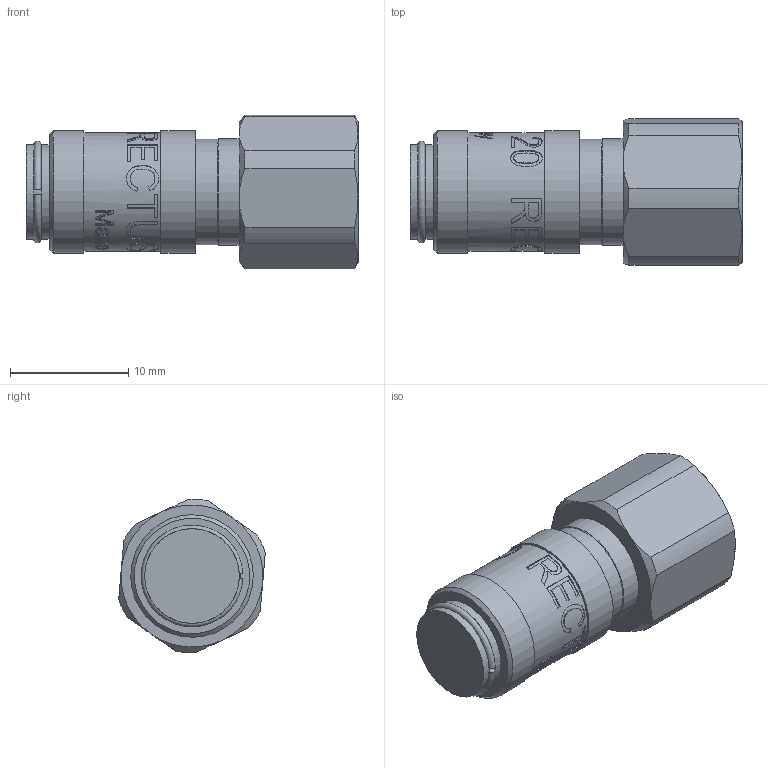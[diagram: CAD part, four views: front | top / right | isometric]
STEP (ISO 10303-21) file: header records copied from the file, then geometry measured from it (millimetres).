
FILE_DESCRIPTION((''),'2;1');
FILE_NAME('20kbiw10mpx.stp','2013-02-15T07:27:50',('IA176480'),(''),'Autodesk Inventor 2011','Autodesk Inventor 2011','');
FILE_SCHEMA(('AUTOMOTIVE_DESIGN { 1 0 10303 214 1 1 1 1 }'));
Length unit declared in the file: millimetre
Products named in the file (1): D105896
Bounding box: 28.05 x 12.39 x 12.99 mm (x, y, z)
Volume: 2008.2 mm3; surface area: 2329.7 mm2
Topology: 2 solids, 4 shells, 443 faces, 1147 edges, 757 vertices
Faces by surface type: bspline 184, plane 164, cylinder 65, cone 25, torus 5
Full cylindrical faces by diameter (mm): 6.909 x2, 7.3 x1, 7.4 x1, 7.46 x1, 7.8 x2, 8 x3, 8.1 x1, 8.15 x2, 8.566 x1, 8.9 x1, 9 x1, 9.15 x1, 9.2 x1, 10 x1, 10.35 x2
Entity records: 60841 total; most frequent: CARTESIAN_POINT 51225, ORIENTED_EDGE 2194, DIRECTION 1237, EDGE_CURVE 1097, VERTEX_POINT 744, EDGE_LOOP 533, B_SPLINE_CURVE_WITH_KNOTS 513, FACE_OUTER_BOUND 443
